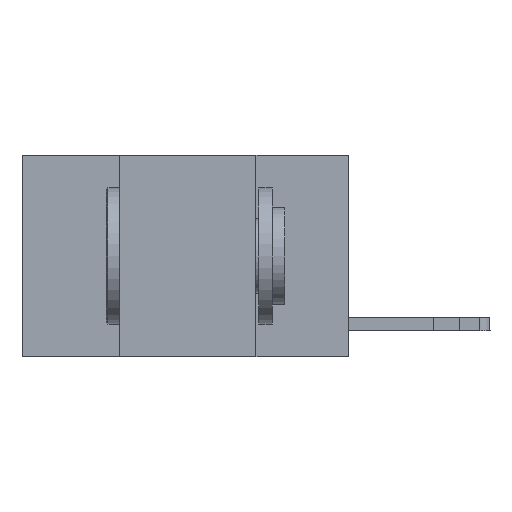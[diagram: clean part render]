
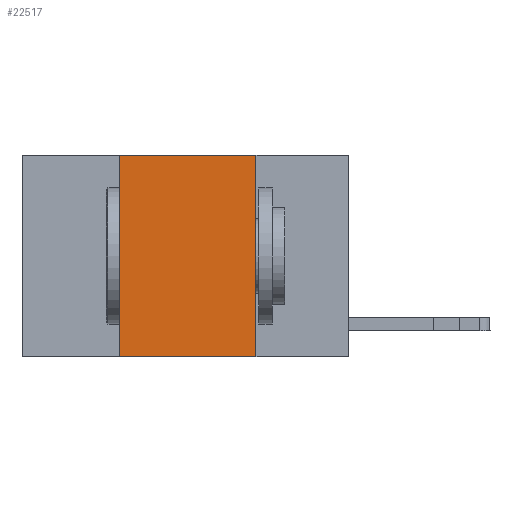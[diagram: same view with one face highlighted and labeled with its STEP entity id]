
A CAD part, left-side view. The second image highlights one B-rep face of the part: STEP entity #22517.
In plain terms, the highlighted planar face has unit normal (-1, 0, 0).
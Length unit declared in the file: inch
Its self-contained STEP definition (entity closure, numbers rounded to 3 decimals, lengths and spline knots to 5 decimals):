
#440 = AXIS2_PLACEMENT_3D ( 'NONE', #13315, #15210, #4413 ) ;
#637 = CARTESIAN_POINT ( 'NONE',  ( 0., 0.6, -0.37 ) ) ;
#640 = CARTESIAN_POINT ( 'NONE',  ( 0., 0.17, 0. ) ) ;
#656 = ORIENTED_EDGE ( 'NONE', *, *, #17492, .T. ) ;
#3059 = CARTESIAN_POINT ( 'NONE',  ( 0., 0.42, 0. ) ) ;
#4413 = DIRECTION ( 'NONE',  ( 0., 0., -1. ) ) ;
#4487 = ORIENTED_EDGE ( 'NONE', *, *, #6445, .F. ) ;
#4546 = DIRECTION ( 'NONE',  ( 0., -1., 0. ) ) ;
#5492 = VERTEX_POINT ( 'NONE', #3059 ) ;
#5902 = CARTESIAN_POINT ( 'NONE',  ( 0., 0.42, 0. ) ) ;
#6185 = PLANE ( 'NONE',  #440 ) ;
#6445 = EDGE_CURVE ( 'NONE', #7944, #5492, #11282, .T. ) ;
#6474 = EDGE_CURVE ( 'NONE', #13655, #10445, #20393, .T. ) ;
#7027 = CARTESIAN_POINT ( 'NONE',  ( 0., 0.6, 0. ) ) ;
#7095 = VECTOR ( 'NONE', #15281, 39.37008 ) ;
#7739 = DIRECTION ( 'NONE',  ( 0., 0., 1. ) ) ;
#7944 = VERTEX_POINT ( 'NONE', #8927 ) ;
#8927 = CARTESIAN_POINT ( 'NONE',  ( 0., 0.42, -0.37 ) ) ;
#9631 = EDGE_LOOP ( 'NONE', ( #9681, #14730, #4487, #656 ) ) ;
#9681 = ORIENTED_EDGE ( 'NONE', *, *, #6474, .F. ) ;
#9859 = CARTESIAN_POINT ( 'NONE',  ( 0., 0.17, 0. ) ) ;
#10445 = VERTEX_POINT ( 'NONE', #14595 ) ;
#11282 = LINE ( 'NONE', #5902, #22165 ) ;
#12288 = LINE ( 'NONE', #7027, #23199 ) ;
#13315 = CARTESIAN_POINT ( 'NONE',  ( 0., 0.6, 0. ) ) ;
#13655 = VERTEX_POINT ( 'NONE', #640 ) ;
#14284 = EDGE_CURVE ( 'NONE', #5492, #13655, #12288, .T. ) ;
#14595 = CARTESIAN_POINT ( 'NONE',  ( 0., 0.17, -0.37 ) ) ;
#14730 = ORIENTED_EDGE ( 'NONE', *, *, #14284, .F. ) ;
#15088 = FACE_OUTER_BOUND ( 'NONE', #9631, .T. ) ;
#15210 = DIRECTION ( 'NONE',  ( 1., 0., 0. ) ) ;
#15281 = DIRECTION ( 'NONE',  ( 0., 0., -1. ) ) ;
#17286 = VECTOR ( 'NONE', #4546, 39.37008 ) ;
#17492 = EDGE_CURVE ( 'NONE', #7944, #10445, #22219, .T. ) ;
#20393 = LINE ( 'NONE', #9859, #7095 ) ;
#22165 = VECTOR ( 'NONE', #7739, 39.37008 ) ;
#22219 = LINE ( 'NONE', #637, #17286 ) ;
#22517 = ADVANCED_FACE ( 'NONE', ( #15088 ), #6185, .F. ) ;
#23199 = VECTOR ( 'NONE', #23202, 39.37008 ) ;
#23202 = DIRECTION ( 'NONE',  ( 0., -1., 0. ) ) ;
